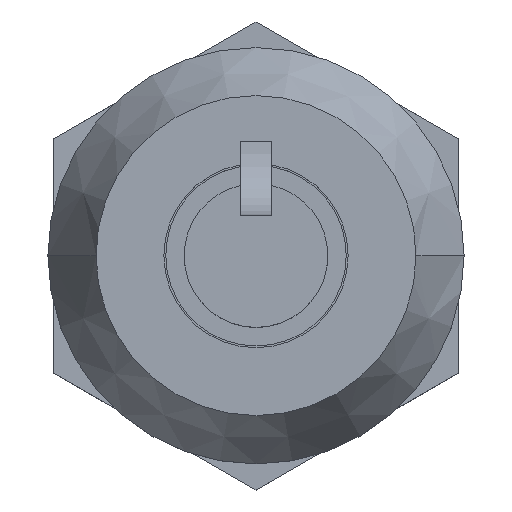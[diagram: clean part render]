
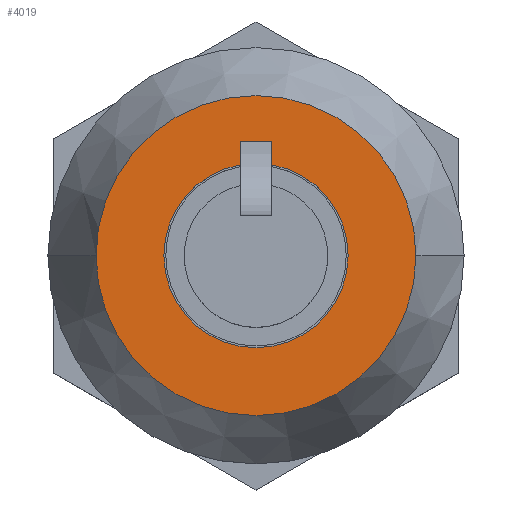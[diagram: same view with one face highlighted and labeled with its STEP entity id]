
A CAD part, top view. The second image highlights one B-rep face of the part: STEP entity #4019.
In plain terms, the highlighted planar face has unit normal (0, 0, 1).
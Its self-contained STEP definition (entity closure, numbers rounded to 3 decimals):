
#44 = CARTESIAN_POINT ( 'NONE',  ( 0.85, 4.927, 0. ) ) ;
#157 = DIRECTION ( 'NONE',  ( 0., 0., 1. ) ) ;
#343 = DIRECTION ( 'NONE',  ( 0., 0., 1. ) ) ;
#400 = VERTEX_POINT ( 'NONE', #3152 ) ;
#420 = AXIS2_PLACEMENT_3D ( 'NONE', #822, #2695, #1455 ) ;
#569 = DIRECTION ( 'NONE',  ( 0., -1., 0. ) ) ;
#724 = VERTEX_POINT ( 'NONE', #44 ) ;
#816 = CIRCLE ( 'NONE', #1795, 8.685 ) ;
#822 = CARTESIAN_POINT ( 'NONE',  ( 0., 0., 0. ) ) ;
#889 = DIRECTION ( 'NONE',  ( 0., -1., 0. ) ) ;
#941 = VERTEX_POINT ( 'NONE', #6472 ) ;
#972 = VECTOR ( 'NONE', #889, 1000. ) ;
#1114 = AXIS2_PLACEMENT_3D ( 'NONE', #4114, #7593, #4651 ) ;
#1159 = VERTEX_POINT ( 'NONE', #5454 ) ;
#1166 = DIRECTION ( 'NONE',  ( -1., 0., 0. ) ) ;
#1455 = DIRECTION ( 'NONE',  ( 1., 0., 0. ) ) ;
#1460 = EDGE_CURVE ( 'NONE', #6675, #724, #4582, .T. ) ;
#1506 = ORIENTED_EDGE ( 'NONE', *, *, #2472, .F. ) ;
#1533 = DIRECTION ( 'NONE',  ( 0., 0., 1. ) ) ;
#1623 = CIRCLE ( 'NONE', #1114, 5. ) ;
#1661 = ORIENTED_EDGE ( 'NONE', *, *, #4721, .F. ) ;
#1752 = EDGE_CURVE ( 'NONE', #6675, #1159, #2227, .T. ) ;
#1795 = AXIS2_PLACEMENT_3D ( 'NONE', #4951, #157, #2577 ) ;
#2150 = VERTEX_POINT ( 'NONE', #5006 ) ;
#2180 = CARTESIAN_POINT ( 'NONE',  ( 0.85, 6.2, 0. ) ) ;
#2223 = EDGE_CURVE ( 'NONE', #941, #400, #5216, .T. ) ;
#2227 = LINE ( 'NONE', #2887, #3532 ) ;
#2251 = DIRECTION ( 'NONE',  ( 1., 0., 0. ) ) ;
#2472 = EDGE_CURVE ( 'NONE', #400, #724, #3075, .T. ) ;
#2540 = ORIENTED_EDGE ( 'NONE', *, *, #2223, .F. ) ;
#2577 = DIRECTION ( 'NONE',  ( 1., 0., 0. ) ) ;
#2695 = DIRECTION ( 'NONE',  ( 0., 0., 1. ) ) ;
#2738 = DIRECTION ( 'NONE',  ( 1., 0., 0. ) ) ;
#2747 = CARTESIAN_POINT ( 'NONE',  ( 8.685, 0., 0. ) ) ;
#2884 = CARTESIAN_POINT ( 'NONE',  ( 0., 5., 0. ) ) ;
#2887 = CARTESIAN_POINT ( 'NONE',  ( -0.85, 6.2, 0. ) ) ;
#2907 = AXIS2_PLACEMENT_3D ( 'NONE', #5664, #343, #2738 ) ;
#2922 = EDGE_CURVE ( 'NONE', #3230, #2990, #5418, .T. ) ;
#2990 = VERTEX_POINT ( 'NONE', #2747 ) ;
#2993 = VECTOR ( 'NONE', #569, 1000. ) ;
#3075 = CIRCLE ( 'NONE', #2907, 5. ) ;
#3152 = CARTESIAN_POINT ( 'NONE',  ( 5., 0., 0. ) ) ;
#3214 = CARTESIAN_POINT ( 'NONE',  ( -0.85, 0., 0. ) ) ;
#3222 = EDGE_CURVE ( 'NONE', #2990, #3230, #816, .T. ) ;
#3230 = VERTEX_POINT ( 'NONE', #4216 ) ;
#3329 = LINE ( 'NONE', #3214, #972 ) ;
#3409 = CARTESIAN_POINT ( 'NONE',  ( 0., 0., 0. ) ) ;
#3471 = DIRECTION ( 'NONE',  ( 0., 0., -1. ) ) ;
#3532 = VECTOR ( 'NONE', #7683, 1000. ) ;
#3956 = ORIENTED_EDGE ( 'NONE', *, *, #5209, .F. ) ;
#4019 = ADVANCED_FACE ( 'NONE', ( #5115, #6229 ), #6435, .F. ) ;
#4114 = CARTESIAN_POINT ( 'NONE',  ( 0., 0., 0. ) ) ;
#4216 = CARTESIAN_POINT ( 'NONE',  ( -8.685, 0., 0. ) ) ;
#4408 = AXIS2_PLACEMENT_3D ( 'NONE', #3409, #1533, #2251 ) ;
#4582 = LINE ( 'NONE', #5413, #2993 ) ;
#4651 = DIRECTION ( 'NONE',  ( 1., 0., 0. ) ) ;
#4721 = EDGE_CURVE ( 'NONE', #1159, #2150, #3329, .T. ) ;
#4864 = ORIENTED_EDGE ( 'NONE', *, *, #2922, .T. ) ;
#4951 = CARTESIAN_POINT ( 'NONE',  ( 0., 0., 0. ) ) ;
#5006 = CARTESIAN_POINT ( 'NONE',  ( -0.85, 4.927, 0. ) ) ;
#5115 = FACE_BOUND ( 'NONE', #5235, .T. ) ;
#5209 = EDGE_CURVE ( 'NONE', #2150, #941, #1623, .T. ) ;
#5216 = CIRCLE ( 'NONE', #4408, 5. ) ;
#5235 = EDGE_LOOP ( 'NONE', ( #3956, #1661, #6262, #5246, #1506, #2540 ) ) ;
#5246 = ORIENTED_EDGE ( 'NONE', *, *, #1460, .T. ) ;
#5413 = CARTESIAN_POINT ( 'NONE',  ( 0.85, 5., 0. ) ) ;
#5418 = CIRCLE ( 'NONE', #420, 8.685 ) ;
#5454 = CARTESIAN_POINT ( 'NONE',  ( -0.85, 6.2, 0. ) ) ;
#5664 = CARTESIAN_POINT ( 'NONE',  ( 0., 0., 0. ) ) ;
#5694 = AXIS2_PLACEMENT_3D ( 'NONE', #2884, #3471, #1166 ) ;
#6147 = ORIENTED_EDGE ( 'NONE', *, *, #3222, .T. ) ;
#6229 = FACE_OUTER_BOUND ( 'NONE', #7784, .T. ) ;
#6262 = ORIENTED_EDGE ( 'NONE', *, *, #1752, .F. ) ;
#6435 = PLANE ( 'NONE',  #5694 ) ;
#6472 = CARTESIAN_POINT ( 'NONE',  ( -5., 0., 0. ) ) ;
#6675 = VERTEX_POINT ( 'NONE', #2180 ) ;
#7593 = DIRECTION ( 'NONE',  ( 0., 0., 1. ) ) ;
#7683 = DIRECTION ( 'NONE',  ( -1., 0., 0. ) ) ;
#7784 = EDGE_LOOP ( 'NONE', ( #4864, #6147 ) ) ;
